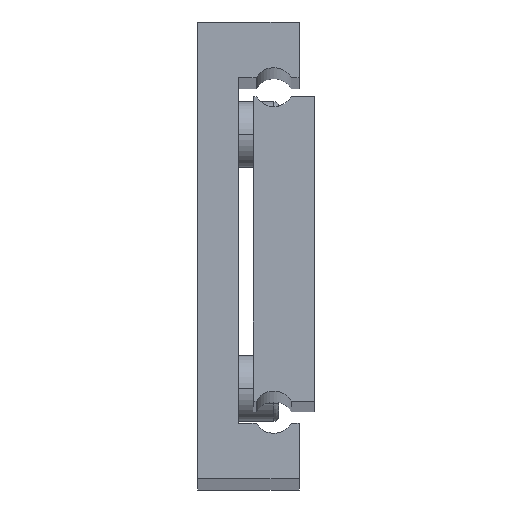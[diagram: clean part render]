
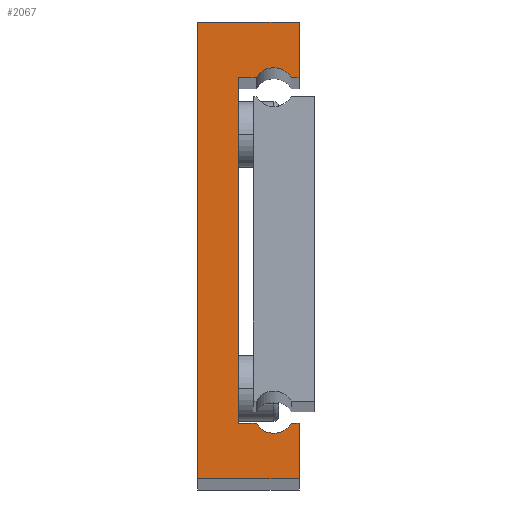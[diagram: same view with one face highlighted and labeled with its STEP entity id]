
A CAD part, top view. The second image highlights one B-rep face of the part: STEP entity #2067.
In plain terms, the highlighted planar face has unit normal (0, 0, 1).
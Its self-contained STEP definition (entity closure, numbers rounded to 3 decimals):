
#4 = CARTESIAN_POINT ( 'NONE',  ( 0., 0., 625. ) ) ;
#38 = CIRCLE ( 'NONE', #1227, 4. ) ;
#43 = DIRECTION ( 'NONE',  ( 0., 1., 0. ) ) ;
#46 = VERTEX_POINT ( 'NONE', #2322 ) ;
#98 = VERTEX_POINT ( 'NONE', #622 ) ;
#196 = LINE ( 'NONE', #1942, #1794 ) ;
#201 = EDGE_CURVE ( 'NONE', #98, #2412, #729, .T. ) ;
#228 = VECTOR ( 'NONE', #1004, 1000. ) ;
#291 = DIRECTION ( 'NONE',  ( 0., 0., -1. ) ) ;
#358 = LINE ( 'NONE', #1060, #1483 ) ;
#380 = CARTESIAN_POINT ( 'NONE',  ( 0., 0., 625. ) ) ;
#418 = EDGE_CURVE ( 'NONE', #2920, #2290, #2499, .T. ) ;
#442 = VECTOR ( 'NONE', #2425, 1000. ) ;
#445 = CARTESIAN_POINT ( 'NONE',  ( 0., 90., 625. ) ) ;
#446 = VECTOR ( 'NONE', #731, 1000. ) ;
#535 = PLANE ( 'NONE',  #2801 ) ;
#577 = CARTESIAN_POINT ( 'NONE',  ( 20., 0., 625. ) ) ;
#622 = CARTESIAN_POINT ( 'NONE',  ( 18.464, 79., 625. ) ) ;
#662 = DIRECTION ( 'NONE',  ( 0., 1., 0. ) ) ;
#672 = LINE ( 'NONE', #445, #442 ) ;
#729 = LINE ( 'NONE', #744, #228 ) ;
#731 = DIRECTION ( 'NONE',  ( 0., -1., 0. ) ) ;
#744 = CARTESIAN_POINT ( 'NONE',  ( 20., 79., 625. ) ) ;
#772 = LINE ( 'NONE', #1984, #2300 ) ;
#776 = CARTESIAN_POINT ( 'NONE',  ( 15., 77., 625. ) ) ;
#790 = CARTESIAN_POINT ( 'NONE',  ( 0., 90., 625. ) ) ;
#858 = ORIENTED_EDGE ( 'NONE', *, *, #201, .T. ) ;
#897 = VERTEX_POINT ( 'NONE', #2131 ) ;
#906 = DIRECTION ( 'NONE',  ( -1., 0., 0. ) ) ;
#915 = VERTEX_POINT ( 'NONE', #380 ) ;
#919 = VECTOR ( 'NONE', #2811, 1000. ) ;
#971 = EDGE_CURVE ( 'NONE', #2412, #2914, #196, .T. ) ;
#981 = DIRECTION ( 'NONE',  ( -1., 0., 0. ) ) ;
#1004 = DIRECTION ( 'NONE',  ( 1., 0., 0. ) ) ;
#1020 = DIRECTION ( 'NONE',  ( 1., 0., 0. ) ) ;
#1022 = AXIS2_PLACEMENT_3D ( 'NONE', #776, #291, #1280 ) ;
#1060 = CARTESIAN_POINT ( 'NONE',  ( 0., 0., 625. ) ) ;
#1154 = ORIENTED_EDGE ( 'NONE', *, *, #2830, .T. ) ;
#1163 = VECTOR ( 'NONE', #2615, 1000. ) ;
#1181 = ORIENTED_EDGE ( 'NONE', *, *, #1945, .T. ) ;
#1186 = EDGE_LOOP ( 'NONE', ( #1201, #1677, #1659, #2899, #2294, #1154, #1766, #1646, #2562, #858, #2719, #1181 ) ) ;
#1201 = ORIENTED_EDGE ( 'NONE', *, *, #2518, .T. ) ;
#1227 = AXIS2_PLACEMENT_3D ( 'NONE', #1751, #1989, #1020 ) ;
#1235 = LINE ( 'NONE', #4, #446 ) ;
#1280 = DIRECTION ( 'NONE',  ( -1., 0., 0. ) ) ;
#1423 = EDGE_CURVE ( 'NONE', #3081, #1462, #1434, .T. ) ;
#1434 = LINE ( 'NONE', #3104, #1163 ) ;
#1462 = VERTEX_POINT ( 'NONE', #1649 ) ;
#1483 = VECTOR ( 'NONE', #1552, 1000. ) ;
#1491 = VERTEX_POINT ( 'NONE', #2143 ) ;
#1552 = DIRECTION ( 'NONE',  ( 1., 0., 0. ) ) ;
#1646 = ORIENTED_EDGE ( 'NONE', *, *, #1423, .T. ) ;
#1649 = CARTESIAN_POINT ( 'NONE',  ( 11.536, 79., 625. ) ) ;
#1659 = ORIENTED_EDGE ( 'NONE', *, *, #3155, .T. ) ;
#1677 = ORIENTED_EDGE ( 'NONE', *, *, #2348, .T. ) ;
#1723 = CARTESIAN_POINT ( 'NONE',  ( 15., 77., 625. ) ) ;
#1751 = CARTESIAN_POINT ( 'NONE',  ( 15., 13., 625. ) ) ;
#1766 = ORIENTED_EDGE ( 'NONE', *, *, #2107, .T. ) ;
#1794 = VECTOR ( 'NONE', #662, 1000. ) ;
#1930 = CARTESIAN_POINT ( 'NONE',  ( 11.536, 11., 625. ) ) ;
#1942 = CARTESIAN_POINT ( 'NONE',  ( 20., 90., 625. ) ) ;
#1945 = EDGE_CURVE ( 'NONE', #2914, #3047, #672, .T. ) ;
#1984 = CARTESIAN_POINT ( 'NONE',  ( 8., 11., 625. ) ) ;
#1989 = DIRECTION ( 'NONE',  ( 0., 0., -1. ) ) ;
#2044 = DIRECTION ( 'NONE',  ( -1., 0., 0. ) ) ;
#2067 = ADVANCED_FACE ( 'NONE', ( #2238 ), #535, .F. ) ;
#2107 = EDGE_CURVE ( 'NONE', #46, #3081, #772, .T. ) ;
#2131 = CARTESIAN_POINT ( 'NONE',  ( 11.536, 11., 625. ) ) ;
#2143 = CARTESIAN_POINT ( 'NONE',  ( 20., 0., 625. ) ) ;
#2238 = FACE_OUTER_BOUND ( 'NONE', #1186, .T. ) ;
#2290 = VERTEX_POINT ( 'NONE', #3035 ) ;
#2294 = ORIENTED_EDGE ( 'NONE', *, *, #3055, .T. ) ;
#2300 = VECTOR ( 'NONE', #43, 1000. ) ;
#2322 = CARTESIAN_POINT ( 'NONE',  ( 8., 11., 625. ) ) ;
#2338 = CARTESIAN_POINT ( 'NONE',  ( 8., 79., 625. ) ) ;
#2348 = EDGE_CURVE ( 'NONE', #915, #1491, #358, .T. ) ;
#2412 = VERTEX_POINT ( 'NONE', #2850 ) ;
#2425 = DIRECTION ( 'NONE',  ( -1., 0., 0. ) ) ;
#2499 = LINE ( 'NONE', #2954, #3142 ) ;
#2518 = EDGE_CURVE ( 'NONE', #3047, #915, #1235, .T. ) ;
#2562 = ORIENTED_EDGE ( 'NONE', *, *, #2942, .T. ) ;
#2615 = DIRECTION ( 'NONE',  ( 1., 0., 0. ) ) ;
#2652 = CARTESIAN_POINT ( 'NONE',  ( 20., 90., 625. ) ) ;
#2659 = VECTOR ( 'NONE', #906, 1000. ) ;
#2719 = ORIENTED_EDGE ( 'NONE', *, *, #971, .T. ) ;
#2724 = DIRECTION ( 'NONE',  ( 0., 0., -1. ) ) ;
#2777 = LINE ( 'NONE', #577, #919 ) ;
#2801 = AXIS2_PLACEMENT_3D ( 'NONE', #1723, #2724, #981 ) ;
#2811 = DIRECTION ( 'NONE',  ( 0., 1., 0. ) ) ;
#2830 = EDGE_CURVE ( 'NONE', #897, #46, #3110, .T. ) ;
#2850 = CARTESIAN_POINT ( 'NONE',  ( 20., 79., 625. ) ) ;
#2899 = ORIENTED_EDGE ( 'NONE', *, *, #418, .T. ) ;
#2907 = CARTESIAN_POINT ( 'NONE',  ( 20., 11., 625. ) ) ;
#2914 = VERTEX_POINT ( 'NONE', #2652 ) ;
#2920 = VERTEX_POINT ( 'NONE', #2907 ) ;
#2942 = EDGE_CURVE ( 'NONE', #1462, #98, #3108, .T. ) ;
#2954 = CARTESIAN_POINT ( 'NONE',  ( 20., 11., 625. ) ) ;
#3035 = CARTESIAN_POINT ( 'NONE',  ( 18.464, 11., 625. ) ) ;
#3047 = VERTEX_POINT ( 'NONE', #790 ) ;
#3055 = EDGE_CURVE ( 'NONE', #2290, #897, #38, .T. ) ;
#3081 = VERTEX_POINT ( 'NONE', #2338 ) ;
#3104 = CARTESIAN_POINT ( 'NONE',  ( 11.536, 79., 625. ) ) ;
#3108 = CIRCLE ( 'NONE', #1022, 4. ) ;
#3110 = LINE ( 'NONE', #1930, #2659 ) ;
#3142 = VECTOR ( 'NONE', #2044, 1000. ) ;
#3155 = EDGE_CURVE ( 'NONE', #1491, #2920, #2777, .T. ) ;
